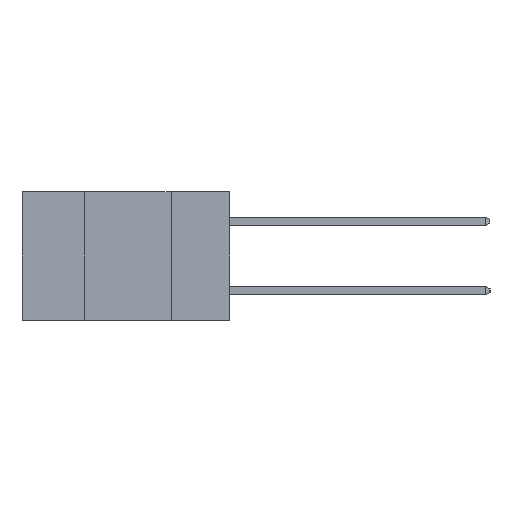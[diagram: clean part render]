
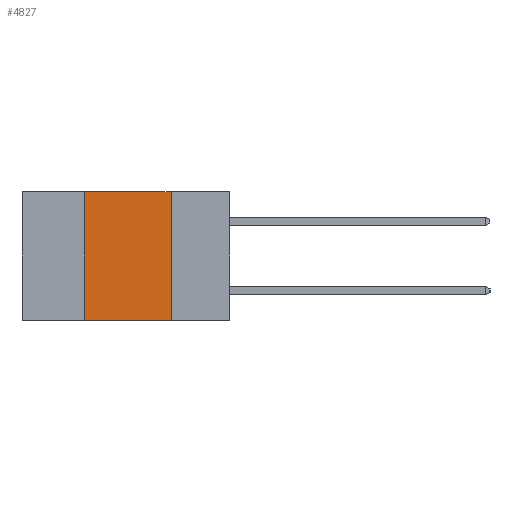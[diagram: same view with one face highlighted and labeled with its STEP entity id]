
A CAD part, left-side view. The second image highlights one B-rep face of the part: STEP entity #4827.
In plain terms, the highlighted planar face has unit normal (-1, 0, 0).
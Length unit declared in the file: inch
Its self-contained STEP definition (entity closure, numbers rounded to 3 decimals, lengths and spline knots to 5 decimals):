
#9 = VECTOR ( 'NONE', #1410, 39.37008 ) ;
#441 = LINE ( 'NONE', #9857, #8535 ) ;
#667 = VERTEX_POINT ( 'NONE', #4792 ) ;
#1145 = DIRECTION ( 'NONE',  ( 0., 0., -1. ) ) ;
#1410 = DIRECTION ( 'NONE',  ( 0., -1., 0. ) ) ;
#1554 = CARTESIAN_POINT ( 'NONE',  ( 0., 0.42, -0.37 ) ) ;
#1805 = ORIENTED_EDGE ( 'NONE', *, *, #4446, .F. ) ;
#1863 = DIRECTION ( 'NONE',  ( 0., -1., 0. ) ) ;
#2061 = CARTESIAN_POINT ( 'NONE',  ( 0., 0.17, 0. ) ) ;
#2730 = LINE ( 'NONE', #1554, #6784 ) ;
#2906 = AXIS2_PLACEMENT_3D ( 'NONE', #3740, #10038, #5351 ) ;
#3169 = CARTESIAN_POINT ( 'NONE',  ( 0., 0.42, -0.37 ) ) ;
#3335 = EDGE_CURVE ( 'NONE', #9036, #6910, #441, .T. ) ;
#3740 = CARTESIAN_POINT ( 'NONE',  ( 0., 0.6, 0. ) ) ;
#3919 = CARTESIAN_POINT ( 'NONE',  ( 0., 0.6, 0. ) ) ;
#4055 = ORIENTED_EDGE ( 'NONE', *, *, #3335, .T. ) ;
#4160 = LINE ( 'NONE', #6861, #6527 ) ;
#4446 = EDGE_CURVE ( 'NONE', #9036, #667, #2730, .T. ) ;
#4638 = EDGE_LOOP ( 'NONE', ( #9593, #10072, #1805, #4055 ) ) ;
#4687 = LINE ( 'NONE', #3919, #9 ) ;
#4792 = CARTESIAN_POINT ( 'NONE',  ( 0., 0.42, 0. ) ) ;
#4827 = ADVANCED_FACE ( 'NONE', ( #9588 ), #7704, .F. ) ;
#4982 = EDGE_CURVE ( 'NONE', #667, #8774, #4687, .T. ) ;
#5351 = DIRECTION ( 'NONE',  ( 0., 0., -1. ) ) ;
#5504 = EDGE_CURVE ( 'NONE', #8774, #6910, #4160, .T. ) ;
#6527 = VECTOR ( 'NONE', #1145, 39.37008 ) ;
#6784 = VECTOR ( 'NONE', #8834, 39.37008 ) ;
#6861 = CARTESIAN_POINT ( 'NONE',  ( 0., 0.17, -0.37 ) ) ;
#6910 = VERTEX_POINT ( 'NONE', #8490 ) ;
#7704 = PLANE ( 'NONE',  #2906 ) ;
#8490 = CARTESIAN_POINT ( 'NONE',  ( 0., 0.17, -0.37 ) ) ;
#8535 = VECTOR ( 'NONE', #1863, 39.37008 ) ;
#8774 = VERTEX_POINT ( 'NONE', #2061 ) ;
#8834 = DIRECTION ( 'NONE',  ( 0., 0., 1. ) ) ;
#9036 = VERTEX_POINT ( 'NONE', #3169 ) ;
#9588 = FACE_OUTER_BOUND ( 'NONE', #4638, .T. ) ;
#9593 = ORIENTED_EDGE ( 'NONE', *, *, #5504, .F. ) ;
#9857 = CARTESIAN_POINT ( 'NONE',  ( 0., 0.6, -0.37 ) ) ;
#10038 = DIRECTION ( 'NONE',  ( 1., 0., 0. ) ) ;
#10072 = ORIENTED_EDGE ( 'NONE', *, *, #4982, .F. ) ;
